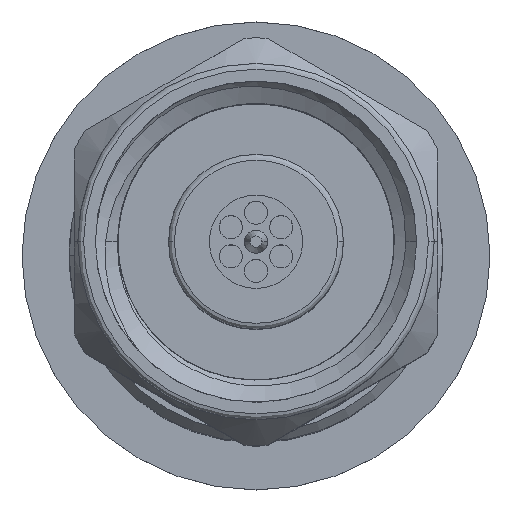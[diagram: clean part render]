
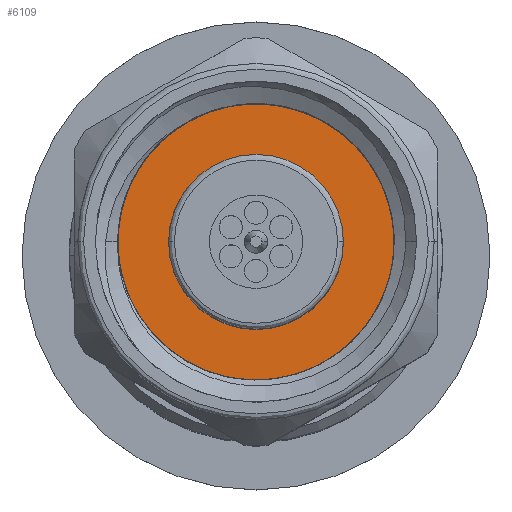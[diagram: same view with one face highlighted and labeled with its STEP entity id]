
A CAD part, top view. The second image highlights one B-rep face of the part: STEP entity #6109.
In plain terms, the highlighted face is planar.
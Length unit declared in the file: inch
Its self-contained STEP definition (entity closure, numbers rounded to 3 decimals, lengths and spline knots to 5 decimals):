
#96 = DIRECTION ( 'NONE',  ( -1., 0., 0. ) ) ;
#149 = PLANE ( 'NONE',  #9193 ) ;
#497 = EDGE_CURVE ( 'NONE', #2909, #6074, #4121, .T. ) ;
#828 = CARTESIAN_POINT ( 'NONE',  ( 0.3, 0., -0.1378 ) ) ;
#927 = DIRECTION ( 'NONE',  ( 0., 0., 1. ) ) ;
#958 = EDGE_LOOP ( 'NONE', ( #4492, #4893 ) ) ;
#985 = FACE_OUTER_BOUND ( 'NONE', #958, .T. ) ;
#1384 = CARTESIAN_POINT ( 'NONE',  ( 0.3, 0., 0.1378 ) ) ;
#1487 = CIRCLE ( 'NONE', #2209, 0.1378 ) ;
#2209 = AXIS2_PLACEMENT_3D ( 'NONE', #6561, #96, #927 ) ;
#2909 = VERTEX_POINT ( 'NONE', #1384 ) ;
#3325 = DIRECTION ( 'NONE',  ( -1., 0., 0. ) ) ;
#4121 = CIRCLE ( 'NONE', #10721, 0.1378 ) ;
#4492 = ORIENTED_EDGE ( 'NONE', *, *, #497, .T. ) ;
#4893 = ORIENTED_EDGE ( 'NONE', *, *, #9953, .T. ) ;
#5451 = DIRECTION ( 'NONE',  ( 0., 0., 1. ) ) ;
#6074 = VERTEX_POINT ( 'NONE', #828 ) ;
#6109 = ADVANCED_FACE ( 'NONE', ( #985 ), #149, .T. ) ;
#6561 = CARTESIAN_POINT ( 'NONE',  ( 0.3, 0., 0. ) ) ;
#7410 = CARTESIAN_POINT ( 'NONE',  ( 0.3, 0., 0. ) ) ;
#8247 = DIRECTION ( 'NONE',  ( -1., 0., 0. ) ) ;
#9193 = AXIS2_PLACEMENT_3D ( 'NONE', #10343, #3325, #10130 ) ;
#9953 = EDGE_CURVE ( 'NONE', #6074, #2909, #1487, .T. ) ;
#10130 = DIRECTION ( 'NONE',  ( 0., 0., 1. ) ) ;
#10343 = CARTESIAN_POINT ( 'NONE',  ( 0.3, 0., 0. ) ) ;
#10721 = AXIS2_PLACEMENT_3D ( 'NONE', #7410, #8247, #5451 ) ;
